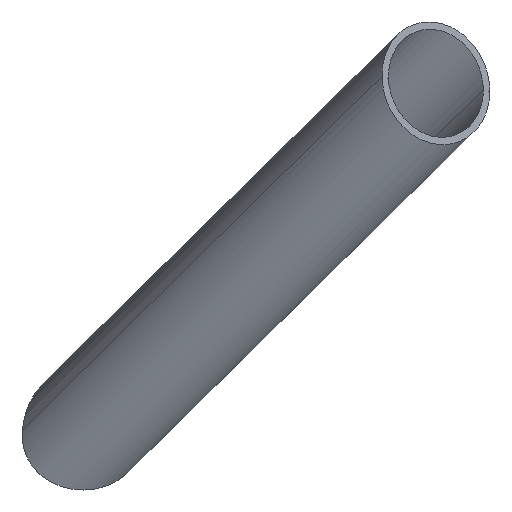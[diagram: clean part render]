
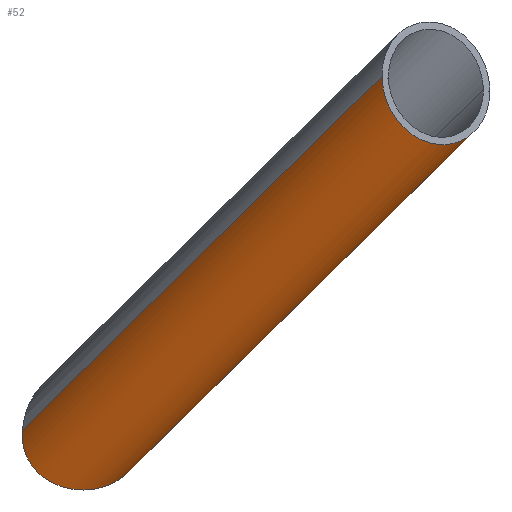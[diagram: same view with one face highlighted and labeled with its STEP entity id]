
A CAD part, left-side view. The second image highlights one B-rep face of the part: STEP entity #52.
In plain terms, the highlighted cylindrical face has radius 12.5 mm (diameter 25 mm), a partial arc.
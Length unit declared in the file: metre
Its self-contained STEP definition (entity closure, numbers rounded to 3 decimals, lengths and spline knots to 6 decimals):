
#52=ADVANCED_FACE('0:41',(#113),#114,.T.);
#58=EDGE_CURVE('0:30',#122,#123,#124,.T.);
#74=EDGE_CURVE('0:23',#144,#143,#150,.T.);
#78=EDGE_CURVE('',#147,#122,#154,.T.);
#113=FACE_OUTER_BOUND('',#179,.T.);
#114=CYLINDRICAL_SURFACE('',#180,0.0125);
#122=VERTEX_POINT('',#189);
#123=VERTEX_POINT('',#190);
#124=B_SPLINE_CURVE_WITH_KNOTS('',3,(#191,#192,#193,#194,#195,#196,#197,#198,#199,#200,#201,#202,#203,#204,#205,#206,#207),.UNSPECIFIED.,.F.,.F.,(4,2,1,1,2,2,2,1,2,4),(0.0,4.843317,9.686634,14.529951,19.373268,24.216585,29.059902,31.48156,33.903219,38.746536),.UNSPECIFIED.);
#143=VERTEX_POINT('',#346);
#144=VERTEX_POINT('',#347);
#147=VERTEX_POINT('',#381);
#150=B_SPLINE_CURVE_WITH_KNOTS('',3,(#401,#402,#403,#404,#405,#406,#407,#408,#409,#410,#411,#412,#413,#414,#415,#416,#417,#418,#419,#420,#421,#422,#423,#424,#425,#426,#427,#428,#429,#430,#431),.UNSPECIFIED.,.F.,.F.,(4,3,3,3,3,3,3,3,3,3,4),(0.0,4.977298,10.538066,16.755768,24.370696,34.534355,42.489721,49.210104,55.168037,60.212269,65.025332),.UNSPECIFIED.);
#154=B_SPLINE_CURVE_WITH_KNOTS('',3,(#466,#467,#468,#469,#470,#471,#472,#473),.UNSPECIFIED.,.F.,.F.,(4,2,2,4),(100.200719,105.068214,112.369456,119.670698),.UNSPECIFIED.);
#179=EDGE_LOOP('',(#529,#530,#531,#532,#533));
#180=AXIS2_PLACEMENT_3D('',#534,#535,#536);
#189=CARTESIAN_POINT('',(-1.444599,0.321294,0.202903));
#190=CARTESIAN_POINT('',(-1.443508,0.340329,0.213369));
#191=CARTESIAN_POINT('',(-1.444599,0.321294,0.202903));
#192=CARTESIAN_POINT('',(-1.444889,0.322251,0.202353));
#193=CARTESIAN_POINT('',(-1.445072,0.323308,0.201921));
#194=CARTESIAN_POINT('',(-1.445205,0.325512,0.201339));
#195=CARTESIAN_POINT('',(-1.445108,0.3278,0.201038));
#196=CARTESIAN_POINT('',(-1.444399,0.331162,0.201404));
#197=CARTESIAN_POINT('',(-1.443694,0.333224,0.202136));
#198=CARTESIAN_POINT('',(-1.442966,0.33516,0.203104));
#199=CARTESIAN_POINT('',(-1.442589,0.336067,0.203707));
#200=CARTESIAN_POINT('',(-1.441975,0.337699,0.205181));
#201=CARTESIAN_POINT('',(-1.441746,0.338426,0.206064));
#202=CARTESIAN_POINT('',(-1.441709,0.339267,0.207553));
#203=CARTESIAN_POINT('',(-1.441787,0.339742,0.208596));
#204=CARTESIAN_POINT('',(-1.442058,0.340033,0.209675));
#205=CARTESIAN_POINT('',(-1.442562,0.340345,0.211282));
#206=CARTESIAN_POINT('',(-1.443022,0.340393,0.212338));
#207=CARTESIAN_POINT('',(-1.443508,0.340329,0.213369));
#346=CARTESIAN_POINT('',(-1.970844,0.245213,0.282532));
#347=CARTESIAN_POINT('',(-1.995686,0.267139,0.285342));
#381=CARTESIAN_POINT('',(-1.438458,0.315779,0.213139));
#401=CARTESIAN_POINT('',(-1.995686,0.267139,0.285342));
#402=CARTESIAN_POINT('',(-1.995818,0.267122,0.284176));
#403=CARTESIAN_POINT('',(-1.995781,0.266956,0.282996));
#404=CARTESIAN_POINT('',(-1.995594,0.266666,0.281875));
#405=CARTESIAN_POINT('',(-1.995384,0.266342,0.280623));
#406=CARTESIAN_POINT('',(-1.99499,0.265865,0.279446));
#407=CARTESIAN_POINT('',(-1.994467,0.26529,0.27839));
#408=CARTESIAN_POINT('',(-1.993882,0.264648,0.277209));
#409=CARTESIAN_POINT('',(-1.993139,0.263885,0.276177));
#410=CARTESIAN_POINT('',(-1.992303,0.263059,0.275302));
#411=CARTESIAN_POINT('',(-1.991279,0.262047,0.274231));
#412=CARTESIAN_POINT('',(-1.990115,0.260938,0.27339));
#413=CARTESIAN_POINT('',(-1.98888,0.259794,0.272769));
#414=CARTESIAN_POINT('',(-1.987231,0.258266,0.27194));
#415=CARTESIAN_POINT('',(-1.985454,0.25667,0.271499));
#416=CARTESIAN_POINT('',(-1.98365,0.255094,0.271443));
#417=CARTESIAN_POINT('',(-1.982238,0.253861,0.271399));
#418=CARTESIAN_POINT('',(-1.980807,0.252639,0.271593));
#419=CARTESIAN_POINT('',(-1.979409,0.251474,0.272047));
#420=CARTESIAN_POINT('',(-1.978228,0.25049,0.27243));
#421=CARTESIAN_POINT('',(-1.977069,0.249547,0.272999));
#422=CARTESIAN_POINT('',(-1.975985,0.248692,0.273776));
#423=CARTESIAN_POINT('',(-1.975024,0.247934,0.274464));
#424=CARTESIAN_POINT('',(-1.974121,0.247245,0.275318));
#425=CARTESIAN_POINT('',(-1.973339,0.246681,0.276339));
#426=CARTESIAN_POINT('',(-1.972677,0.246203,0.277204));
#427=CARTESIAN_POINT('',(-1.972104,0.245816,0.27819));
#428=CARTESIAN_POINT('',(-1.97167,0.245561,0.279267));
#429=CARTESIAN_POINT('',(-1.971256,0.245318,0.280295));
#430=CARTESIAN_POINT('',(-1.970972,0.245196,0.281405));
#431=CARTESIAN_POINT('',(-1.970844,0.245213,0.282532));
#466=CARTESIAN_POINT('',(-1.438458,0.315779,0.213139));
#467=CARTESIAN_POINT('',(-1.438928,0.315717,0.212094));
#468=CARTESIAN_POINT('',(-1.439499,0.315786,0.21109));
#469=CARTESIAN_POINT('',(-1.440963,0.316278,0.208673));
#470=CARTESIAN_POINT('',(-1.441881,0.316865,0.207302));
#471=CARTESIAN_POINT('',(-1.443481,0.318647,0.204829));
#472=CARTESIAN_POINT('',(-1.444162,0.319851,0.203734));
#473=CARTESIAN_POINT('',(-1.444599,0.321294,0.202903));
#529=ORIENTED_EDGE('',*,*,#564,.T.);
#530=ORIENTED_EDGE('',*,*,#58,.F.);
#531=ORIENTED_EDGE('',*,*,#78,.F.);
#532=ORIENTED_EDGE('',*,*,#565,.T.);
#533=ORIENTED_EDGE('',*,*,#74,.F.);
#534=CARTESIAN_POINT('',(-1.707313,0.292753,0.247969));
#535=DIRECTION('',(-0.983,-0.13,0.128));
#536=DIRECTION('',(-0.131,0.991,0.));
#564=EDGE_CURVE('',#144,#123,#578,.T.);
#565=EDGE_CURVE('',#147,#143,#579,.T.);
#578=LINE('',#596,#597);
#579=LINE('',#598,#599);
#596=CARTESIAN_POINT('',(-1.708955,0.305144,0.247969));
#597=VECTOR('',#609,1.0);
#598=CARTESIAN_POINT('',(-1.70567,0.280361,0.247969));
#599=VECTOR('',#610,1.0);
#609=DIRECTION('',(0.983,0.13,-0.128));
#610=DIRECTION('',(-0.983,-0.13,0.128));
